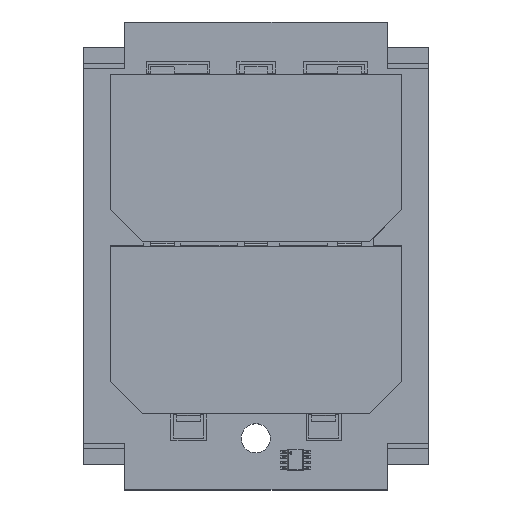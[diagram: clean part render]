
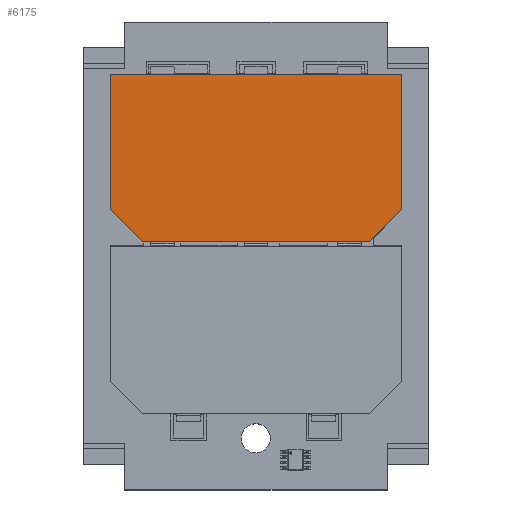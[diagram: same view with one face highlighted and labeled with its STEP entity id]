
A CAD part, top view. The second image highlights one B-rep face of the part: STEP entity #6175.
In plain terms, the highlighted face is planar.
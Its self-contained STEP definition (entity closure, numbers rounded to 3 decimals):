
#1381 = LINE ( 'NONE', #8524, #1382 ) ;
#1382 = VECTOR ( 'NONE', #8525, 1000. ) ;
#1389 = LINE ( 'NONE', #8532, #1390 ) ;
#1390 = VECTOR ( 'NONE', #8533, 1000. ) ;
#1395 = LINE ( 'NONE', #8538, #1396 ) ;
#1396 = VECTOR ( 'NONE', #8539, 1000. ) ;
#1401 = LINE ( 'NONE', #8544, #1402 ) ;
#1402 = VECTOR ( 'NONE', #8545, 1000. ) ;
#1407 = LINE ( 'NONE', #8550, #1408 ) ;
#1408 = VECTOR ( 'NONE', #8551, 1000. ) ;
#1411 = LINE ( 'NONE', #8554, #1412 ) ;
#1412 = VECTOR ( 'NONE', #8555, 1000. ) ;
#2988 = VERTEX_POINT ( 'NONE', #27131 ) ;
#3472 = VERTEX_POINT ( 'NONE', #23833 ) ;
#3473 = VERTEX_POINT ( 'NONE', #23834 ) ;
#3474 = VERTEX_POINT ( 'NONE', #23835 ) ;
#3487 = VERTEX_POINT ( 'NONE', #23848 ) ;
#3648 = VERTEX_POINT ( 'NONE', #23990 ) ;
#6175 = ADVANCED_FACE ( 'NONE', ( #9352 ), #20335, .T. ) ;
#8524 = CARTESIAN_POINT ( 'NONE',  ( -34.55, 0.4, -32.08 ) ) ;
#8525 = DIRECTION ( 'NONE',  ( 0., 0., 1. ) ) ;
#8532 = CARTESIAN_POINT ( 'NONE',  ( -34.55, 0.4, 0. ) ) ;
#8533 = DIRECTION ( 'NONE',  ( 1., 0., 0. ) ) ;
#8538 = CARTESIAN_POINT ( 'NONE',  ( 34.55, 0.4, 0. ) ) ;
#8539 = DIRECTION ( 'NONE',  ( 0., 0., -1. ) ) ;
#8544 = CARTESIAN_POINT ( 'NONE',  ( 34.55, 0.4, -32.08 ) ) ;
#8545 = DIRECTION ( 'NONE',  ( -0.707, 0., -0.707 ) ) ;
#8550 = CARTESIAN_POINT ( 'NONE',  ( 26.93, 0.4, -39.7 ) ) ;
#8551 = DIRECTION ( 'NONE',  ( -1., 0., 0. ) ) ;
#8554 = CARTESIAN_POINT ( 'NONE',  ( -26.93, 0.4, -39.7 ) ) ;
#8555 = DIRECTION ( 'NONE',  ( -0.707, 0., 0.707 ) ) ;
#9352 = FACE_OUTER_BOUND ( 'NONE', #29684, .T. ) ;
#13040 = AXIS2_PLACEMENT_3D ( 'NONE', #20336, #20337, #20338 ) ;
#19396 = ORIENTED_EDGE ( 'NONE', *, *, #29479, .T. ) ;
#19411 = ORIENTED_EDGE ( 'NONE', *, *, #29482, .T. ) ;
#19416 = ORIENTED_EDGE ( 'NONE', *, *, #29485, .T. ) ;
#19477 = ORIENTED_EDGE ( 'NONE', *, *, #29488, .T. ) ;
#19480 = ORIENTED_EDGE ( 'NONE', *, *, #29490, .T. ) ;
#19976 = ORIENTED_EDGE ( 'NONE', *, *, #29475, .T. ) ;
#20335 = PLANE ( 'NONE',  #13040 ) ;
#20336 = CARTESIAN_POINT ( 'NONE',  ( -34.55, 0.4, 0. ) ) ;
#20337 = DIRECTION ( 'NONE',  ( 0., 1., 0. ) ) ;
#20338 = DIRECTION ( 'NONE',  ( 0., 0., 1. ) ) ;
#23833 = CARTESIAN_POINT ( 'NONE',  ( -34.55, 0.4, 0. ) ) ;
#23834 = CARTESIAN_POINT ( 'NONE',  ( -34.55, 0.4, -32.08 ) ) ;
#23835 = CARTESIAN_POINT ( 'NONE',  ( 34.55, 0.4, 0. ) ) ;
#23848 = CARTESIAN_POINT ( 'NONE',  ( -26.93, 0.4, -39.7 ) ) ;
#23990 = CARTESIAN_POINT ( 'NONE',  ( 34.55, 0.4, -32.08 ) ) ;
#27131 = CARTESIAN_POINT ( 'NONE',  ( 26.93, 0.4, -39.7 ) ) ;
#29475 = EDGE_CURVE ( 'NONE', #3473, #3472, #1381, .T. ) ;
#29479 = EDGE_CURVE ( 'NONE', #3472, #3474, #1389, .T. ) ;
#29482 = EDGE_CURVE ( 'NONE', #3474, #3648, #1395, .T. ) ;
#29485 = EDGE_CURVE ( 'NONE', #3648, #2988, #1401, .T. ) ;
#29488 = EDGE_CURVE ( 'NONE', #2988, #3487, #1407, .T. ) ;
#29490 = EDGE_CURVE ( 'NONE', #3487, #3473, #1411, .T. ) ;
#29684 = EDGE_LOOP ( 'NONE', ( #19976, #19396, #19411, #19416, #19477, #19480 ) ) ;
